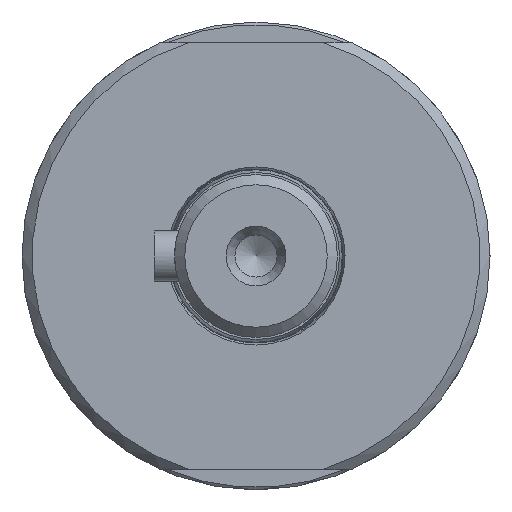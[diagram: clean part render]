
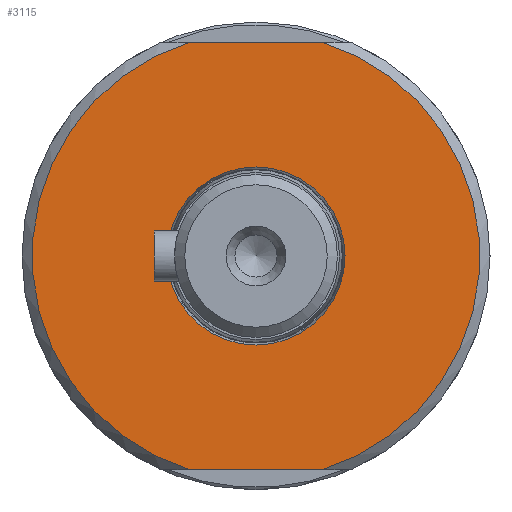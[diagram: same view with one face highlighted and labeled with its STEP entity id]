
A CAD part, left-side view. The second image highlights one B-rep face of the part: STEP entity #3115.
In plain terms, the highlighted planar face has unit normal (-1, 0, 0).
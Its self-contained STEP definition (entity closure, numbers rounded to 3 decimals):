
#256=FACE_BOUND('',#1116,.T.);
#495=LINE('',#5261,#742);
#496=LINE('',#5263,#743);
#742=VECTOR('',#4204,10.);
#743=VECTOR('',#4205,10.);
#935=FACE_OUTER_BOUND('',#1115,.T.);
#1115=EDGE_LOOP('',(#2758,#2759,#2760,#2761));
#1116=EDGE_LOOP('',(#2762,#2763));
#1253=CIRCLE('',#3405,8.75);
#1254=CIRCLE('',#3406,8.75);
#1257=CIRCLE('',#3410,22.);
#1258=CIRCLE('',#3412,22.);
#1538=VERTEX_POINT('',#5240);
#1539=VERTEX_POINT('',#5242);
#1540=VERTEX_POINT('',#5247);
#1543=VERTEX_POINT('',#5254);
#1544=VERTEX_POINT('',#5260);
#1545=VERTEX_POINT('',#5262);
#1951=EDGE_CURVE('',#1539,#1538,#1253,.T.);
#1952=EDGE_CURVE('',#1538,#1539,#1254,.T.);
#1957=EDGE_CURVE('',#1543,#1540,#1257,.T.);
#1958=EDGE_CURVE('',#1544,#1540,#495,.T.);
#1959=EDGE_CURVE('',#1543,#1545,#496,.T.);
#1960=EDGE_CURVE('',#1544,#1545,#1258,.T.);
#2758=ORIENTED_EDGE('',*,*,#1958,.T.);
#2759=ORIENTED_EDGE('',*,*,#1957,.F.);
#2760=ORIENTED_EDGE('',*,*,#1959,.T.);
#2761=ORIENTED_EDGE('',*,*,#1960,.F.);
#2762=ORIENTED_EDGE('',*,*,#1951,.T.);
#2763=ORIENTED_EDGE('',*,*,#1952,.T.);
#2962=PLANE('',#3411);
#3115=ADVANCED_FACE('',(#935,#256),#2962,.T.);
#3405=AXIS2_PLACEMENT_3D('',#5243,#4190,#4191);
#3406=AXIS2_PLACEMENT_3D('',#5244,#4192,#4193);
#3410=AXIS2_PLACEMENT_3D('',#5258,#4200,#4201);
#3411=AXIS2_PLACEMENT_3D('',#5259,#4202,#4203);
#3412=AXIS2_PLACEMENT_3D('',#5264,#4206,#4207);
#4190=DIRECTION('center_axis',(1.,0.,0.));
#4191=DIRECTION('ref_axis',(0.,-1.,0.));
#4192=DIRECTION('center_axis',(1.,0.,0.));
#4193=DIRECTION('ref_axis',(0.,-1.,0.));
#4200=DIRECTION('center_axis',(1.,0.,0.));
#4201=DIRECTION('ref_axis',(0.,-1.,0.));
#4202=DIRECTION('center_axis',(-1.,0.,0.));
#4203=DIRECTION('ref_axis',(0.,0.,-1.));
#4204=DIRECTION('',(0.,1.,0.));
#4205=DIRECTION('',(0.,-1.,0.));
#4206=DIRECTION('center_axis',(1.,0.,0.));
#4207=DIRECTION('ref_axis',(0.,-1.,0.));
#5240=CARTESIAN_POINT('',(-105.5,8.75,0.));
#5242=CARTESIAN_POINT('',(-105.5,-8.75,0.));
#5243=CARTESIAN_POINT('Origin',(-105.5,0.,0.));
#5244=CARTESIAN_POINT('Origin',(-105.5,0.,0.));
#5247=CARTESIAN_POINT('',(-105.5,6.557,21.));
#5254=CARTESIAN_POINT('',(-105.5,6.557,-21.));
#5258=CARTESIAN_POINT('Origin',(-105.5,0.,0.));
#5259=CARTESIAN_POINT('Origin',(-105.5,-15.375,0.));
#5260=CARTESIAN_POINT('',(-105.5,-6.557,21.));
#5261=CARTESIAN_POINT('',(-105.5,0.91,21.));
#5262=CARTESIAN_POINT('',(-105.5,-6.557,-21.));
#5263=CARTESIAN_POINT('',(-105.5,-15.688,-21.));
#5264=CARTESIAN_POINT('Origin',(-105.5,0.,0.));
